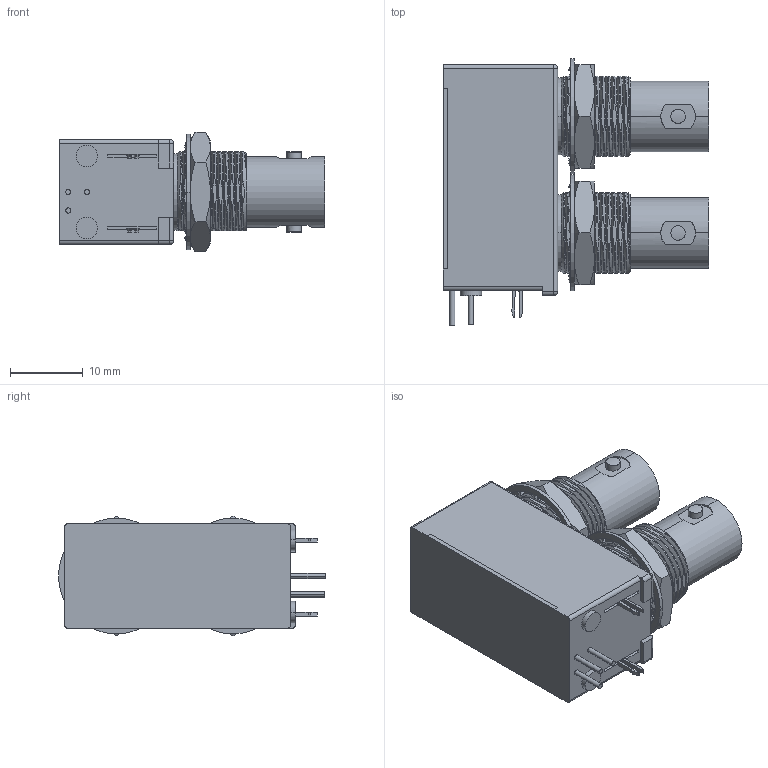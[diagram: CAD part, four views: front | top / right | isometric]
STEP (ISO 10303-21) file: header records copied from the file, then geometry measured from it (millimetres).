
FILE_DESCRIPTION((''),'2;1');
FILE_NAME('PRT0003','2020-02-14T',('Krishnaprasath'),(''),'CREO PARAMETRIC BY PTC INC, 2018360','CREO PARAMETRIC BY PTC INC, 2018360','');
FILE_SCHEMA(('CONFIG_CONTROL_DESIGN'));
Length unit declared in the file: millimetre
Products named in the file (1): PRT0003
Bounding box: 36.51 x 36.63 x 16.42 mm (x, y, z)
Volume: 9832.5 mm3; surface area: 5997.5 mm2
Topology: 1 solids, 1 shells, 773 faces, 2139 edges, 1390 vertices
Faces by surface type: plane 284, cylinder 217, bspline 182, cone 64, extrusion 22, sphere 4
Entity records: 33727 total; most frequent: CARTESIAN_POINT 15644, ORIENTED_EDGE 4270, DIRECTION 2901, EDGE_CURVE 2135, VERTEX_POINT 1390, VECTOR 1083, LINE 1061, AXIS2_PLACEMENT_3D 909
